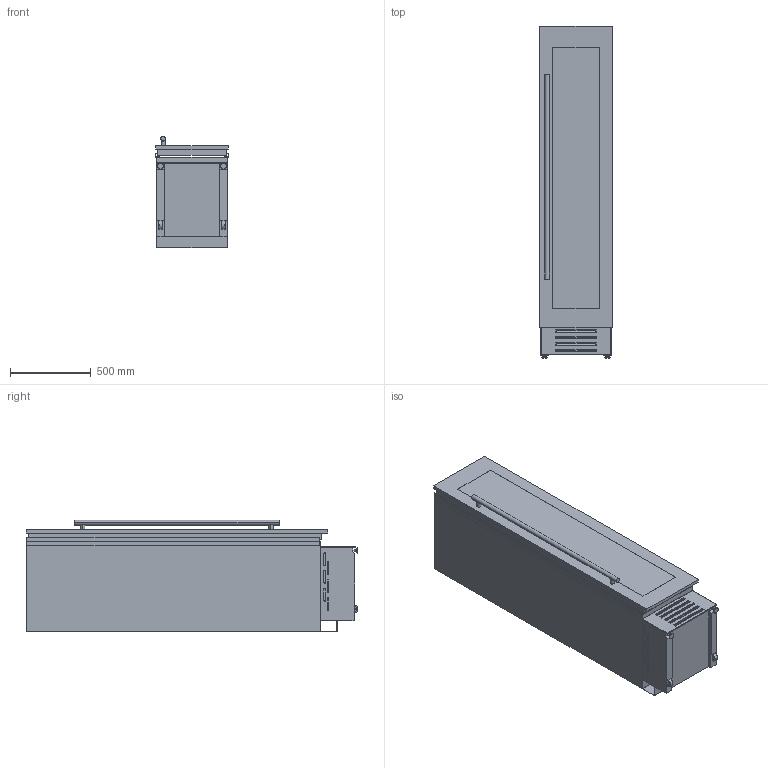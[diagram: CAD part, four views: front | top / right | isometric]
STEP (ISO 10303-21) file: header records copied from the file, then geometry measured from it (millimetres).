
FILE_DESCRIPTION (( 'STEP AP214' ), '1' );
FILE_NAME ('S_449_0F_W_6.STEP', '2020-02-28T12:09:23', ( '' ), ( '' ), 'SwSTEP 2.0', 'SolidWorks 2017', '' );
FILE_SCHEMA (( 'AUTOMOTIVE_DESIGN' ));
Length unit declared in the file: millimetre
Products named in the file (1): S_449_0F_W_6
Bounding box: 449 x 2050 x 689 mm (x, y, z)
Volume: 530384771.1 mm3; surface area: 9005883.7 mm2
Topology: 6 solids, 6 shells, 344 faces, 877 edges, 576 vertices
Faces by surface type: plane 238, cylinder 90, torus 12, cone 4
Entity records: 12062 total; most frequent: CARTESIAN_POINT 1998, DIRECTION 1767, ORIENTED_EDGE 1754, EDGE_CURVE 877, LINE 669, VECTOR 669, VERTEX_POINT 576, AXIS2_PLACEMENT_3D 549
